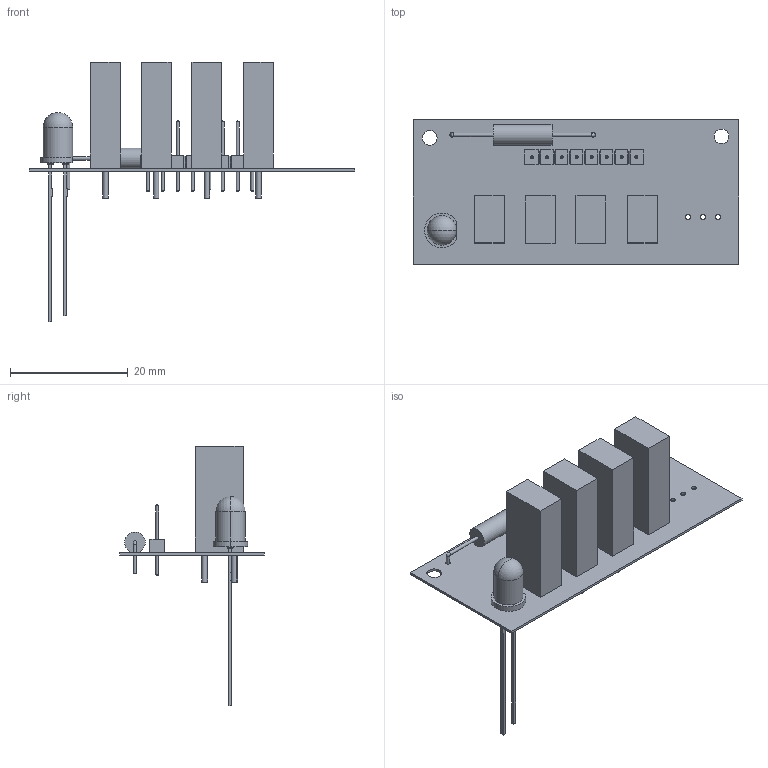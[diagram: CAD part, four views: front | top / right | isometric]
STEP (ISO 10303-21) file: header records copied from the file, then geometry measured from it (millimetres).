
FILE_DESCRIPTION(('Open CASCADE Model'),'2;1');
FILE_NAME('Open CASCADE Shape Model','2021-06-08T17:48:38',('Author'),( 'Open CASCADE'),'Open CASCADE STEP processor 6.8','Open CASCADE 6.8' ,'Unknown');
FILE_SCHEMA(('AUTOMOTIVE_DESIGN { 1 0 10303 214 1 1 1 1 }'));
Length unit declared in the file: millimetre
Products named in the file (21): PCB; Board; Open CASCADE STEP translator 6.8 5.1.1; R; 6689744800; SimpleBody; Sweep1; Sweep2; Swithces; 6035118640; Body; LeadsArray; S4; 6035125520; Leads; S3; S2; S1; LED; 6035127840
Assembly tree (24 placements, depth 4):
  PCB
    Board
      Open CASCADE STEP translator 6.8 5.1.1
    R
      6689744800
        SimpleBody
        Sweep1
        Sweep2
    Swithces
      6035118640
        Body
        LeadsArray
    S4
      6035125520
        Body
        Leads  x2
    S3
      6035125520
        Body
        Leads  x2
    S2
      6035125520
        Body
        Leads  x2
    S1
      6035125520
        Body
        Leads  x2
    LED
      6035127840
Bounding box: 55.37 x 24.51 x 44.13 mm (x, y, z)
Volume: 3983.1 mm3; surface area: 6069.5 mm2
Topology: 34 solids, 34 shells, 289 faces, 549 edges, 328 vertices
Faces by surface type: plane 203, cylinder 62, cone 16, revolution 6, sphere 2
Full cylindrical faces by diameter (mm): 0.51 x8, 0.59 x4, 0.7 x8, 0.8 x2, 0.87 x3, 0.89 x16, 0.91 x2, 1.09 x8, 2.5 x2, 3.5 x1
Entity records: 6564 total; most frequent: CARTESIAN_POINT 1089, DIRECTION 1084, ORIENTED_EDGE 938, EDGE_CURVE 469, AXIS2_PLACEMENT_3D 371, LINE 336, VECTOR 336, FACE_BOUND 282
